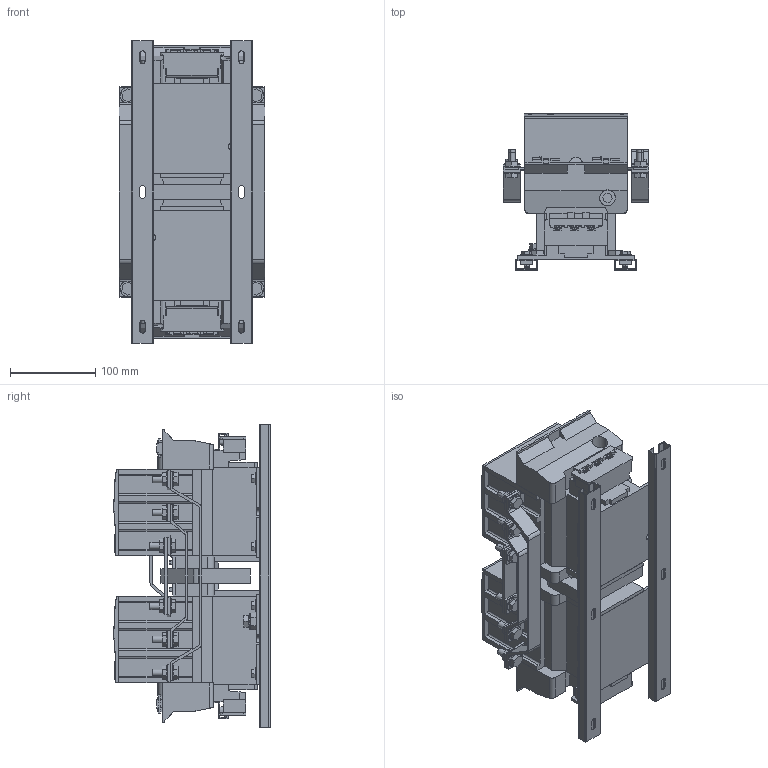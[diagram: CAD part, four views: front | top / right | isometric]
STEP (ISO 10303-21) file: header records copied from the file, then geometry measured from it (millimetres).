
FILE_DESCRIPTION (( 'STEP AP214' ), '1' );
FILE_NAME ('KKT53-150-230-10 Êîíòàêòîð ÊÒÈ-51503 ðåâåðñ 150À 230Â_ÀÑ3 ÈÝÊ.STEP', '2017-12-25T07:37:56', ( '' ), ( '' ), 'SwSTEP 2.0', 'SolidWorks 2014', '' );
FILE_SCHEMA (( 'AUTOMOTIVE_DESIGN' ));
Products named in the file (1): KKT53-150-230-10 Êîíòàêòîð ÊÒÈ-51503 ðåâåðñ 150À  230Â_ÀÑ3  ÈÝÊ
Bounding box: 170.5 x 183.43 x 355 mm (x, y, z)
Volume: 4538503.7 mm3; surface area: 494301.3 mm2
Topology: 2 solids, 30 shells, 3124 faces, 8590 edges, 5622 vertices
Faces by surface type: plane 2136, cylinder 604, bspline 362, torus 18, cone 4
Entity records: 120643 total; most frequent: CARTESIAN_POINT 42645, ORIENTED_EDGE 17156, DIRECTION 14554, EDGE_CURVE 8578, VECTOR 6216, LINE 6216, VERTEX_POINT 5622, AXIS2_PLACEMENT_3D 4169
